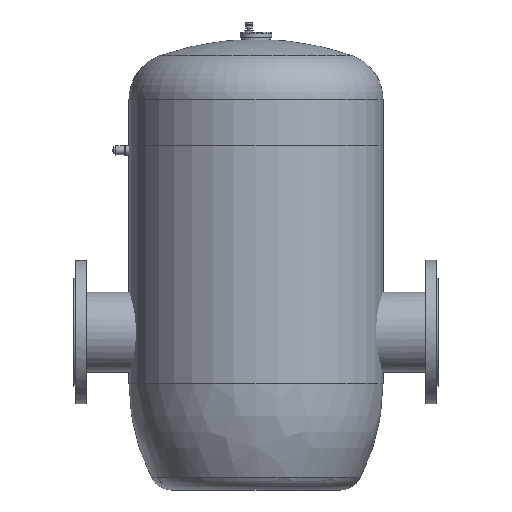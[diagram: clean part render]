
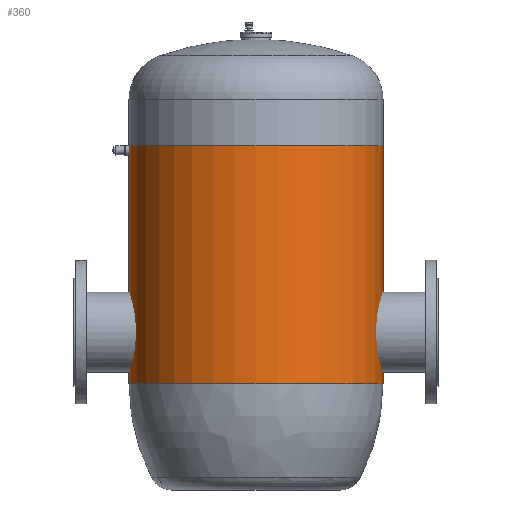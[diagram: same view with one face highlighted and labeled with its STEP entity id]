
A CAD part, front view. The second image highlights one B-rep face of the part: STEP entity #360.
In plain terms, the highlighted cylindrical face has radius 221.301 mm (diameter 442.602 mm), a partial arc.
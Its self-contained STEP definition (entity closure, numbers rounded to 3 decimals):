
#308=CARTESIAN_POINT('Vertex',(-221.301,0.,325.166)) ;
#311=CARTESIAN_POINT('Axis2P3D Location',(0.,0.,325.166)) ;
#315=CARTESIAN_POINT('Vertex',(221.301,0.,325.166)) ;
#330=CARTESIAN_POINT('Axis2P3D Location',(0.,0.,745.5)) ;
#335=CARTESIAN_POINT('Line Origine',(-221.301,0.,745.5)) ;
#339=CARTESIAN_POINT('Vertex',(-221.301,0.,-89.834)) ;
#342=CARTESIAN_POINT('Axis2P3D Location',(0.,0.,-89.834)) ;
#346=CARTESIAN_POINT('Vertex',(221.301,0.,-89.834)) ;
#349=CARTESIAN_POINT('Line Origine',(221.301,0.,745.5)) ;
#312=DIRECTION('Axis2P3D Direction',(0.,0.,-1.)) ;
#331=DIRECTION('Axis2P3D Direction',(0.,0.,-1.)) ;
#332=DIRECTION('Axis2P3D XDirection',(0.,1.,0.)) ;
#336=DIRECTION('Vector Direction',(0.,0.,-1.)) ;
#343=DIRECTION('Axis2P3D Direction',(0.,0.,-1.)) ;
#350=DIRECTION('Vector Direction',(0.,0.,-1.)) ;
#313=AXIS2_PLACEMENT_3D('Circle Axis2P3D',#311,#312,$) ;
#333=AXIS2_PLACEMENT_3D('Cylinder Axis2P3D',#330,#331,#332) ;
#344=AXIS2_PLACEMENT_3D('Circle Axis2P3D',#342,#343,$) ;
#355=ORIENTED_EDGE('',*,*,#341,.T.) ;
#356=ORIENTED_EDGE('',*,*,#348,.F.) ;
#357=ORIENTED_EDGE('',*,*,#353,.T.) ;
#358=ORIENTED_EDGE('',*,*,#317,.T.) ;
#337=VECTOR('Line Direction',#336,1.) ;
#351=VECTOR('Line Direction',#350,1.) ;
#360=ADVANCED_FACE('551122_1.1\\PartBody',(#359),#334,.T.) ;
#314=CIRCLE('generated circle',#313,221.301) ;
#345=CIRCLE('generated circle',#344,221.301) ;
#334=CYLINDRICAL_SURFACE('generated cylinder',#333,221.301) ;
#317=EDGE_CURVE('',#316,#309,#314,.T.) ;
#341=EDGE_CURVE('',#309,#340,#338,.T.) ;
#348=EDGE_CURVE('',#347,#340,#345,.T.) ;
#353=EDGE_CURVE('',#347,#316,#352,.F.) ;
#354=EDGE_LOOP('',(#355,#356,#357,#358)) ;
#359=FACE_OUTER_BOUND('',#354,.T.) ;
#338=LINE('Line',#335,#337) ;
#352=LINE('Line',#349,#351) ;
#309=VERTEX_POINT('',#308) ;
#316=VERTEX_POINT('',#315) ;
#340=VERTEX_POINT('',#339) ;
#347=VERTEX_POINT('',#346) ;
